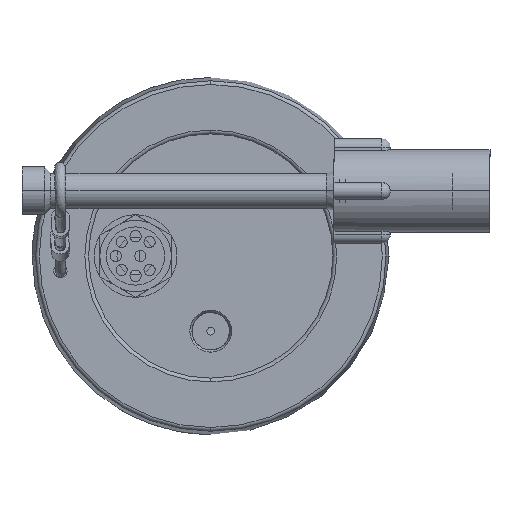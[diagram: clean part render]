
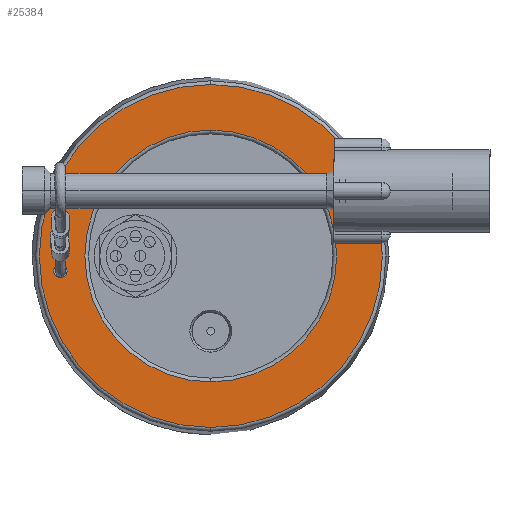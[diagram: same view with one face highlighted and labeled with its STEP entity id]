
A CAD part, left-side view. The second image highlights one B-rep face of the part: STEP entity #25384.
In plain terms, the highlighted planar face has unit normal (-1, 0, 0).
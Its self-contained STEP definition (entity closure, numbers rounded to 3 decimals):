
#81 = ORIENTED_EDGE ( 'NONE', *, *, #25953, .T. ) ;
#82 = CARTESIAN_POINT ( 'NONE',  ( -305.7, 0., -45.621 ) ) ;
#390 = EDGE_CURVE ( 'NONE', #10208, #24189, #680, .T. ) ;
#626 = AXIS2_PLACEMENT_3D ( 'NONE', #16591, #2893, #18848 ) ;
#680 = CIRCLE ( 'NONE', #19155, 33.5 ) ;
#1549 = DIRECTION ( 'NONE',  ( -1., 0., 0. ) ) ;
#1583 = CARTESIAN_POINT ( 'NONE',  ( -305.7, 40., 2.25 ) ) ;
#2421 = FACE_OUTER_BOUND ( 'NONE', #20760, .T. ) ;
#2743 = CIRCLE ( 'NONE', #27132, 33.5 ) ;
#2768 = CIRCLE ( 'NONE', #4979, 1.75 ) ;
#2893 = DIRECTION ( 'NONE',  ( -1., 0., 0. ) ) ;
#2982 = CARTESIAN_POINT ( 'NONE',  ( -305.7, 40., -2.25 ) ) ;
#3182 = EDGE_CURVE ( 'NONE', #15510, #6262, #7019, .T. ) ;
#3622 = VERTEX_POINT ( 'NONE', #2982 ) ;
#4884 = CIRCLE ( 'NONE', #6149, 45.621 ) ;
#4979 = AXIS2_PLACEMENT_3D ( 'NONE', #15209, #1549, #17515 ) ;
#6042 = CARTESIAN_POINT ( 'NONE',  ( -305.7, 0., -33.5 ) ) ;
#6149 = AXIS2_PLACEMENT_3D ( 'NONE', #23910, #10372, #26127 ) ;
#6262 = VERTEX_POINT ( 'NONE', #1583 ) ;
#7019 = CIRCLE ( 'NONE', #9305, 1.75 ) ;
#7147 = CARTESIAN_POINT ( 'NONE',  ( -305.7, 40., 5.75 ) ) ;
#7841 = CARTESIAN_POINT ( 'NONE',  ( -305.7, 0., 0. ) ) ;
#8152 = ORIENTED_EDGE ( 'NONE', *, *, #390, .T. ) ;
#8373 = DIRECTION ( 'NONE',  ( -1., 0., 0. ) ) ;
#8476 = FACE_BOUND ( 'NONE', #16186, .T. ) ;
#8965 = DIRECTION ( 'NONE',  ( -1., 0., 0. ) ) ;
#9019 = EDGE_CURVE ( 'NONE', #11386, #3622, #2768, .T. ) ;
#9305 = AXIS2_PLACEMENT_3D ( 'NONE', #22561, #8965, #24804 ) ;
#9376 = EDGE_CURVE ( 'NONE', #24189, #10208, #2743, .T. ) ;
#9974 = DIRECTION ( 'NONE',  ( 0., 0., -1. ) ) ;
#10006 = DIRECTION ( 'NONE',  ( 1., 0., 0. ) ) ;
#10034 = CARTESIAN_POINT ( 'NONE',  ( -305.7, 0., 0. ) ) ;
#10129 = DIRECTION ( 'NONE',  ( 0., 0., -1. ) ) ;
#10208 = VERTEX_POINT ( 'NONE', #12052 ) ;
#10372 = DIRECTION ( 'NONE',  ( -1., 0., 0. ) ) ;
#11121 = EDGE_CURVE ( 'NONE', #21004, #27047, #28777, .T. ) ;
#11386 = VERTEX_POINT ( 'NONE', #12437 ) ;
#11894 = AXIS2_PLACEMENT_3D ( 'NONE', #26012, #12557, #28237 ) ;
#12033 = ORIENTED_EDGE ( 'NONE', *, *, #12484, .F. ) ;
#12052 = CARTESIAN_POINT ( 'NONE',  ( -305.7, 0., 33.5 ) ) ;
#12437 = CARTESIAN_POINT ( 'NONE',  ( -305.7, 40., -5.75 ) ) ;
#12484 = EDGE_CURVE ( 'NONE', #6262, #15510, #21732, .T. ) ;
#12557 = DIRECTION ( 'NONE',  ( 1., 0., 0. ) ) ;
#12686 = ORIENTED_EDGE ( 'NONE', *, *, #9376, .T. ) ;
#13012 = CARTESIAN_POINT ( 'NONE',  ( -305.7, 0., 0. ) ) ;
#13874 = FACE_BOUND ( 'NONE', #28734, .T. ) ;
#15209 = CARTESIAN_POINT ( 'NONE',  ( -305.7, 40., -4. ) ) ;
#15279 = DIRECTION ( 'NONE',  ( 0., 0., -1. ) ) ;
#15510 = VERTEX_POINT ( 'NONE', #7147 ) ;
#15729 = AXIS2_PLACEMENT_3D ( 'NONE', #7841, #23675, #10129 ) ;
#16186 = EDGE_LOOP ( 'NONE', ( #12686, #8152 ) ) ;
#16591 = CARTESIAN_POINT ( 'NONE',  ( -305.7, 40., 4. ) ) ;
#17515 = DIRECTION ( 'NONE',  ( 0., 0., 1. ) ) ;
#18848 = DIRECTION ( 'NONE',  ( 0., 0., -1. ) ) ;
#19155 = AXIS2_PLACEMENT_3D ( 'NONE', #10034, #10006, #9974 ) ;
#19521 = ORIENTED_EDGE ( 'NONE', *, *, #20983, .F. ) ;
#20760 = EDGE_LOOP ( 'NONE', ( #81, #24149 ) ) ;
#20791 = ORIENTED_EDGE ( 'NONE', *, *, #9019, .F. ) ;
#20983 = EDGE_CURVE ( 'NONE', #3622, #11386, #23941, .T. ) ;
#21004 = VERTEX_POINT ( 'NONE', #22087 ) ;
#21732 = CIRCLE ( 'NONE', #626, 1.75 ) ;
#21989 = CARTESIAN_POINT ( 'NONE',  ( -305.7, 40., -4. ) ) ;
#22087 = CARTESIAN_POINT ( 'NONE',  ( -305.7, 0., 45.621 ) ) ;
#22561 = CARTESIAN_POINT ( 'NONE',  ( -305.7, 40., 4. ) ) ;
#23142 = ORIENTED_EDGE ( 'NONE', *, *, #3182, .F. ) ;
#23675 = DIRECTION ( 'NONE',  ( -1., 0., 0. ) ) ;
#23910 = CARTESIAN_POINT ( 'NONE',  ( -305.7, 0., 0. ) ) ;
#23941 = CIRCLE ( 'NONE', #27112, 1.75 ) ;
#24149 = ORIENTED_EDGE ( 'NONE', *, *, #11121, .T. ) ;
#24189 = VERTEX_POINT ( 'NONE', #6042 ) ;
#24208 = DIRECTION ( 'NONE',  ( 0., 0., 1. ) ) ;
#24804 = DIRECTION ( 'NONE',  ( 0., 0., -1. ) ) ;
#25384 = ADVANCED_FACE ( 'NONE', ( #25803, #13874, #2421, #8476 ), #28144, .F. ) ;
#25803 = FACE_BOUND ( 'NONE', #25968, .T. ) ;
#25953 = EDGE_CURVE ( 'NONE', #27047, #21004, #4884, .T. ) ;
#25968 = EDGE_LOOP ( 'NONE', ( #23142, #12033 ) ) ;
#26012 = CARTESIAN_POINT ( 'NONE',  ( -305.7, 45.5, 0. ) ) ;
#26127 = DIRECTION ( 'NONE',  ( 0., 0., -1. ) ) ;
#27047 = VERTEX_POINT ( 'NONE', #82 ) ;
#27112 = AXIS2_PLACEMENT_3D ( 'NONE', #21989, #8373, #24208 ) ;
#27132 = AXIS2_PLACEMENT_3D ( 'NONE', #13012, #28688, #15279 ) ;
#28144 = PLANE ( 'NONE',  #11894 ) ;
#28237 = DIRECTION ( 'NONE',  ( 0., 0., -1. ) ) ;
#28688 = DIRECTION ( 'NONE',  ( 1., 0., 0. ) ) ;
#28734 = EDGE_LOOP ( 'NONE', ( #19521, #20791 ) ) ;
#28777 = CIRCLE ( 'NONE', #15729, 45.621 ) ;
